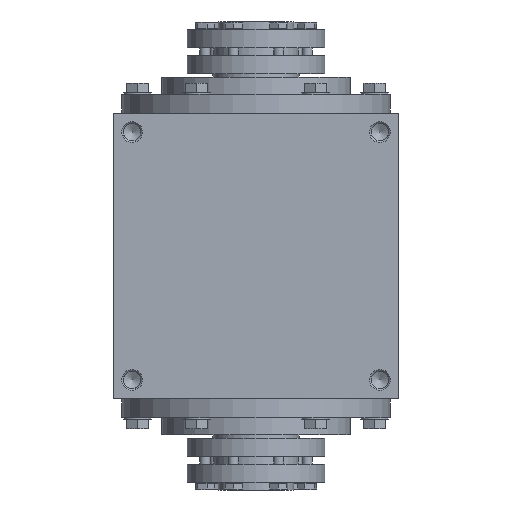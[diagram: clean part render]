
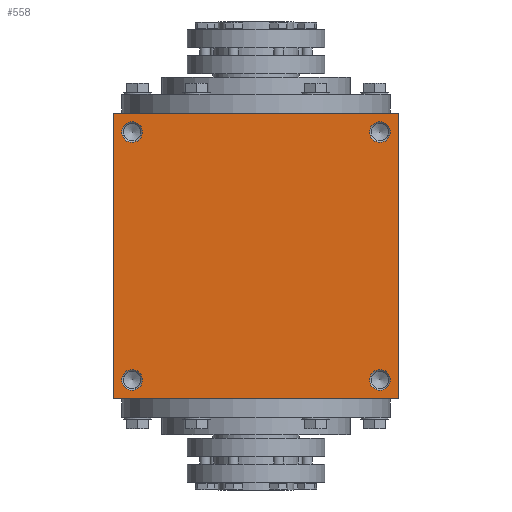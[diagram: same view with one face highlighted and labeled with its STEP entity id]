
A CAD part, left-side view. The second image highlights one B-rep face of the part: STEP entity #558.
In plain terms, the highlighted face is planar.
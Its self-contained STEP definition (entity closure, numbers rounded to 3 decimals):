
#558 = ADVANCED_FACE( '', ( #1225, #1226, #1227, #1228, #1229 ), #1230, .F. );
#1225 = FACE_BOUND( '', #2282, .T. );
#1226 = FACE_BOUND( '', #2283, .T. );
#1227 = FACE_BOUND( '', #2284, .T. );
#1228 = FACE_BOUND( '', #2285, .T. );
#1229 = FACE_OUTER_BOUND( '', #2286, .T. );
#1230 = PLANE( '', #2287 );
#2282 = EDGE_LOOP( '', ( #3347 ) );
#2283 = EDGE_LOOP( '', ( #3348 ) );
#2284 = EDGE_LOOP( '', ( #3349 ) );
#2285 = EDGE_LOOP( '', ( #3350 ) );
#2286 = EDGE_LOOP( '', ( #3351, #3352, #3353, #3354 ) );
#2287 = AXIS2_PLACEMENT_3D( '', #3355, #3356, #3357 );
#3347 = ORIENTED_EDGE( '', *, *, #5474, .F. );
#3348 = ORIENTED_EDGE( '', *, *, #5475, .T. );
#3349 = ORIENTED_EDGE( '', *, *, #5476, .F. );
#3350 = ORIENTED_EDGE( '', *, *, #5477, .T. );
#3351 = ORIENTED_EDGE( '', *, *, #5478, .F. );
#3352 = ORIENTED_EDGE( '', *, *, #5479, .F. );
#3353 = ORIENTED_EDGE( '', *, *, #5480, .F. );
#3354 = ORIENTED_EDGE( '', *, *, #5481, .F. );
#3355 = CARTESIAN_POINT( '', ( 0., 0., -83. ) );
#3356 = DIRECTION( '', ( 0., 0., 1. ) );
#3357 = DIRECTION( '', ( 1., 0., 0. ) );
#5474 = EDGE_CURVE( '', #6297, #6297, #6298, .T. );
#5475 = EDGE_CURVE( '', #6299, #6299, #6300, .T. );
#5476 = EDGE_CURVE( '', #6301, #6301, #6302, .T. );
#5477 = EDGE_CURVE( '', #6303, #6303, #6304, .T. );
#5478 = EDGE_CURVE( '', #6305, #6306, #6307, .T. );
#5479 = EDGE_CURVE( '', #6308, #6305, #6309, .T. );
#5480 = EDGE_CURVE( '', #6310, #6308, #6311, .T. );
#5481 = EDGE_CURVE( '', #6306, #6310, #6312, .T. );
#6297 = VERTEX_POINT( '', #7479 );
#6298 = CIRCLE( '', #7480, 6. );
#6299 = VERTEX_POINT( '', #7481 );
#6300 = CIRCLE( '', #7482, 6. );
#6301 = VERTEX_POINT( '', #7483 );
#6302 = CIRCLE( '', #7484, 6. );
#6303 = VERTEX_POINT( '', #7485 );
#6304 = CIRCLE( '', #7486, 6. );
#6305 = VERTEX_POINT( '', #7487 );
#6306 = VERTEX_POINT( '', #7488 );
#6307 = LINE( '', #7489, #7490 );
#6308 = VERTEX_POINT( '', #7491 );
#6309 = LINE( '', #7492, #7493 );
#6310 = VERTEX_POINT( '', #7494 );
#6311 = LINE( '', #7495, #7496 );
#6312 = LINE( '', #7497, #7498 );
#7479 = CARTESIAN_POINT( '', ( -78., 72., -83. ) );
#7480 = AXIS2_PLACEMENT_3D( '', #9265, #9266, #9267 );
#7481 = CARTESIAN_POINT( '', ( 78., 72., -83. ) );
#7482 = AXIS2_PLACEMENT_3D( '', #9268, #9269, #9270 );
#7483 = CARTESIAN_POINT( '', ( -78., -72., -83. ) );
#7484 = AXIS2_PLACEMENT_3D( '', #9271, #9272, #9273 );
#7485 = CARTESIAN_POINT( '', ( 78., -72., -83. ) );
#7486 = AXIS2_PLACEMENT_3D( '', #9274, #9275, #9276 );
#7487 = CARTESIAN_POINT( '', ( -83., 83., -83. ) );
#7488 = CARTESIAN_POINT( '', ( -83., -83., -83. ) );
#7489 = CARTESIAN_POINT( '', ( -83., 83., -83. ) );
#7490 = VECTOR( '', #9277, 1000. );
#7491 = CARTESIAN_POINT( '', ( 83., 83., -83. ) );
#7492 = CARTESIAN_POINT( '', ( 83., 83., -83. ) );
#7493 = VECTOR( '', #9278, 1000. );
#7494 = CARTESIAN_POINT( '', ( 83., -83., -83. ) );
#7495 = CARTESIAN_POINT( '', ( 83., -83., -83. ) );
#7496 = VECTOR( '', #9279, 1000. );
#7497 = CARTESIAN_POINT( '', ( -83., -83., -83. ) );
#7498 = VECTOR( '', #9280, 1000. );
#9265 = CARTESIAN_POINT( '', ( -72., 72., -83. ) );
#9266 = DIRECTION( '', ( 0., 0., -1. ) );
#9267 = DIRECTION( '', ( -1., 0., 0. ) );
#9268 = CARTESIAN_POINT( '', ( 72., 72., -83. ) );
#9269 = DIRECTION( '', ( 0., 0., 1. ) );
#9270 = DIRECTION( '', ( 1., 0., 0. ) );
#9271 = CARTESIAN_POINT( '', ( -72., -72., -83. ) );
#9272 = DIRECTION( '', ( 0., 0., -1. ) );
#9273 = DIRECTION( '', ( -1., 0., 0. ) );
#9274 = CARTESIAN_POINT( '', ( 72., -72., -83. ) );
#9275 = DIRECTION( '', ( 0., 0., 1. ) );
#9276 = DIRECTION( '', ( 1., 0., 0. ) );
#9277 = DIRECTION( '', ( 0., -1., 0. ) );
#9278 = DIRECTION( '', ( -1., 0., 0. ) );
#9279 = DIRECTION( '', ( 0., 1., 0. ) );
#9280 = DIRECTION( '', ( 1., 0., 0. ) );
